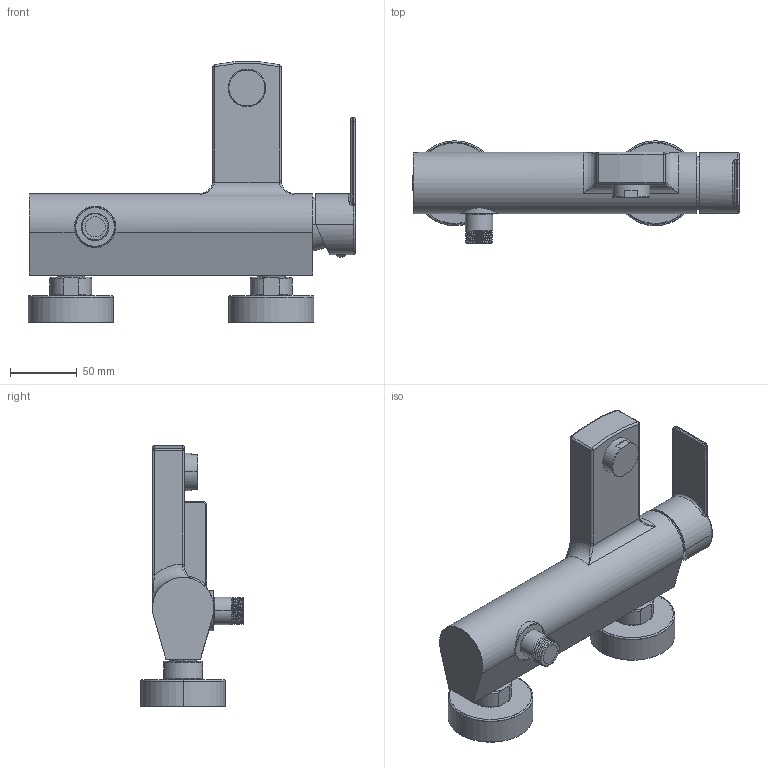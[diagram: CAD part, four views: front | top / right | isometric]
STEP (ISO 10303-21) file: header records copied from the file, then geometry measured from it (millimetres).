
FILE_DESCRIPTION((''),'2;1');
FILE_NAME('TA022CR','2021-01-18T10:06:17',('ut3'),('PAFFONI SpA'),'CREO PARAMETRIC BY PTC INC, 2020044','CREO PARAMETRIC BY PTC INC, 2020044','');
FILE_SCHEMA(('CONFIG_CONTROL_DESIGN','SHAPE_APPEARANCE_LAYERS_GROUPS'));
Length unit declared in the file: millimetre
Products named in the file (1): TA022CR
Bounding box: 244.85 x 76.75 x 195.2 mm (x, y, z)
Volume: 306404.9 mm3; surface area: 201516.9 mm2
Topology: 2 solids, 2 shells, 563 faces, 1364 edges, 859 vertices
Faces by surface type: plane 230, cylinder 188, cone 66, torus 48, bspline 25, sphere 6
Entity records: 26741 total; most frequent: CARTESIAN_POINT 9279, DIRECTION 2775, ORIENTED_EDGE 2720, EDGE_CURVE 1360, AXIS2_PLACEMENT_3D 1083, VERTEX_POINT 859, EDGE_LOOP 637, FILL_AREA_STYLE_COLOUR 625
